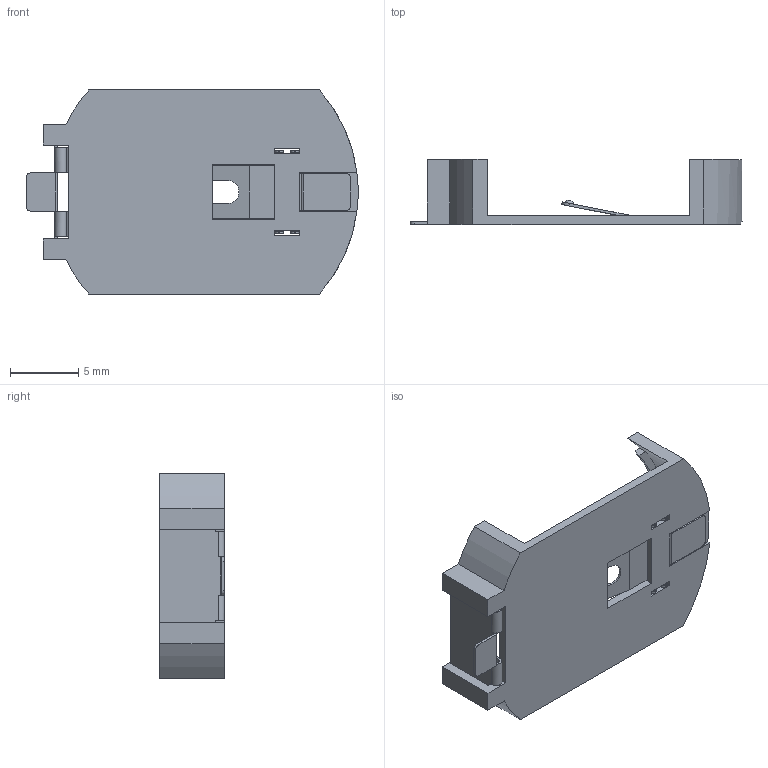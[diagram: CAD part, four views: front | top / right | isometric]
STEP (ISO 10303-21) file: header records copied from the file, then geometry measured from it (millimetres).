
FILE_DESCRIPTION (( 'STEP AP214' ), '1' );
FILE_NAME ('2032 Battery Holder.STEP', '2014-04-29T18:55:09', ( '' ), ( '' ), 'SwSTEP 2.0', 'SolidWorks 2012', '' );
FILE_SCHEMA (( 'AUTOMOTIVE_DESIGN' ));
Length unit declared in the file: inch
Products named in the file (1): 2032 Battery Holder
Bounding box: 24.37 x 4.75 x 14.99 mm (x, y, z)
Volume: 289.5 mm3; surface area: 1141.3 mm2
Topology: 2 solids, 2 shells, 212 faces, 603 edges, 394 vertices
Faces by surface type: plane 143, cylinder 63, torus 4, cone 2
Entity records: 9692 total; most frequent: CARTESIAN_POINT 1222, ORIENTED_EDGE 1206, DIRECTION 1171, EDGE_CURVE 603, VECTOR 453, LINE 453, VERTEX_POINT 394, AXIS2_PLACEMENT_3D 359
